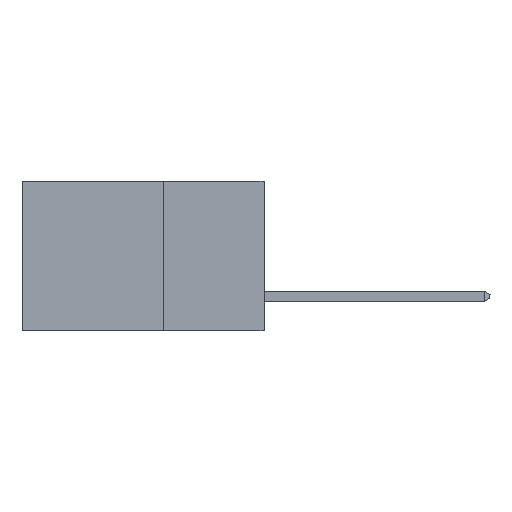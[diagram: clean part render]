
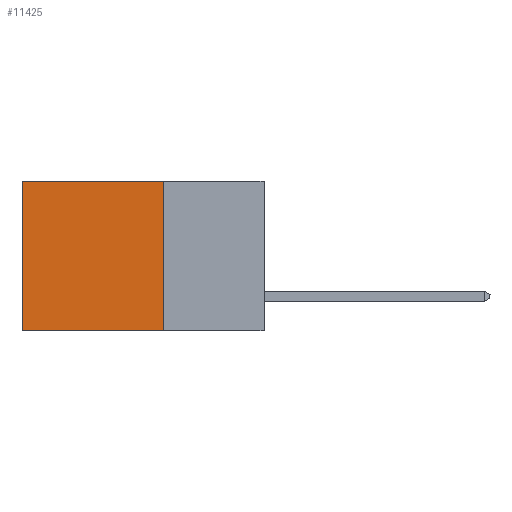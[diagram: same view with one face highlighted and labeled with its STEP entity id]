
A CAD part, left-side view. The second image highlights one B-rep face of the part: STEP entity #11425.
In plain terms, the highlighted planar face has unit normal (-1, 0, 0).
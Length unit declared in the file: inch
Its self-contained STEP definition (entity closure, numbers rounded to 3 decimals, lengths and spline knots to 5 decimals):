
#474 = ORIENTED_EDGE ( 'NONE', *, *, #11748, .T. ) ;
#1403 = DIRECTION ( 'NONE',  ( 0., 0., -1. ) ) ;
#1538 = CARTESIAN_POINT ( 'NONE',  ( 0.298, 0.6, -0.37 ) ) ;
#1797 = DIRECTION ( 'NONE',  ( 0., 1., 0. ) ) ;
#1889 = VERTEX_POINT ( 'NONE', #1538 ) ;
#2866 = LINE ( 'NONE', #11928, #22203 ) ;
#3262 = DIRECTION ( 'NONE',  ( 1., 0., 0. ) ) ;
#3620 = LINE ( 'NONE', #22084, #5733 ) ;
#5177 = VECTOR ( 'NONE', #22745, 39.37008 ) ;
#5729 = EDGE_CURVE ( 'NONE', #15406, #1889, #19065, .T. ) ;
#5733 = VECTOR ( 'NONE', #1797, 39.37008 ) ;
#6594 = EDGE_CURVE ( 'NONE', #8039, #1889, #7572, .T. ) ;
#7572 = LINE ( 'NONE', #10853, #5177 ) ;
#8039 = VERTEX_POINT ( 'NONE', #18097 ) ;
#9743 = EDGE_CURVE ( 'NONE', #16958, #15406, #2866, .T. ) ;
#10032 = DIRECTION ( 'NONE',  ( 0., 0., -1. ) ) ;
#10853 = CARTESIAN_POINT ( 'NONE',  ( 0.298, 0.6, 0. ) ) ;
#11425 = ADVANCED_FACE ( 'NONE', ( #22149 ), #12903, .F. ) ;
#11748 = EDGE_CURVE ( 'NONE', #16958, #8039, #3620, .T. ) ;
#11928 = CARTESIAN_POINT ( 'NONE',  ( 0.298, 0.25, 0. ) ) ;
#12903 = PLANE ( 'NONE',  #15184 ) ;
#14225 = CARTESIAN_POINT ( 'NONE',  ( 0.298, 0.25, -0.37 ) ) ;
#15184 = AXIS2_PLACEMENT_3D ( 'NONE', #22444, #3262, #1403 ) ;
#15396 = ORIENTED_EDGE ( 'NONE', *, *, #9743, .F. ) ;
#15406 = VERTEX_POINT ( 'NONE', #14225 ) ;
#15507 = ORIENTED_EDGE ( 'NONE', *, *, #6594, .T. ) ;
#16958 = VERTEX_POINT ( 'NONE', #24409 ) ;
#17795 = ORIENTED_EDGE ( 'NONE', *, *, #5729, .F. ) ;
#18097 = CARTESIAN_POINT ( 'NONE',  ( 0.298, 0.6, 0. ) ) ;
#18727 = DIRECTION ( 'NONE',  ( 0., 1., 0. ) ) ;
#19065 = LINE ( 'NONE', #24767, #21510 ) ;
#21510 = VECTOR ( 'NONE', #18727, 39.37008 ) ;
#22084 = CARTESIAN_POINT ( 'NONE',  ( 0.298, 0.25, 0. ) ) ;
#22149 = FACE_OUTER_BOUND ( 'NONE', #25055, .T. ) ;
#22203 = VECTOR ( 'NONE', #10032, 39.37008 ) ;
#22444 = CARTESIAN_POINT ( 'NONE',  ( 0.298, 0.25, 0. ) ) ;
#22745 = DIRECTION ( 'NONE',  ( 0., 0., -1. ) ) ;
#24409 = CARTESIAN_POINT ( 'NONE',  ( 0.298, 0.25, 0. ) ) ;
#24767 = CARTESIAN_POINT ( 'NONE',  ( 0.298, 0.25, -0.37 ) ) ;
#25055 = EDGE_LOOP ( 'NONE', ( #15507, #17795, #15396, #474 ) ) ;
